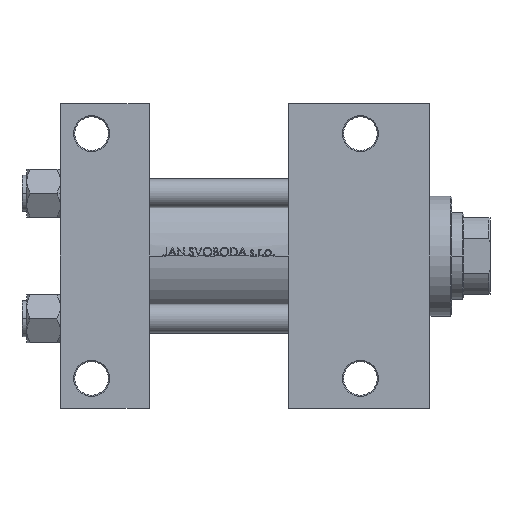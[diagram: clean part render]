
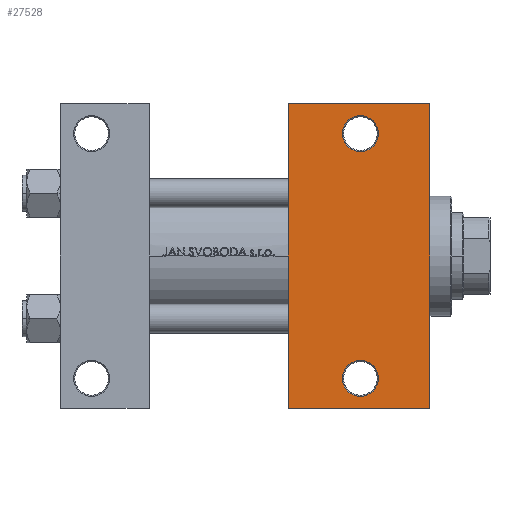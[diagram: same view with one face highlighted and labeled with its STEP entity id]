
A CAD part, front view. The second image highlights one B-rep face of the part: STEP entity #27528.
In plain terms, the highlighted face is planar.
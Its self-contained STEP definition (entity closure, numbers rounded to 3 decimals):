
#1102 = VERTEX_POINT ( 'NONE', #32013 ) ;
#2631 = ORIENTED_EDGE ( 'NONE', *, *, #35032, .T. ) ;
#2719 = CARTESIAN_POINT ( 'NONE',  ( 125., 51., -37.5 ) ) ;
#2921 = CARTESIAN_POINT ( 'NONE',  ( 117.5, -51., -37.5 ) ) ;
#3429 = VERTEX_POINT ( 'NONE', #29101 ) ;
#3505 = FACE_OUTER_BOUND ( 'NONE', #16922, .T. ) ;
#3746 = VERTEX_POINT ( 'NONE', #6897 ) ;
#4431 = EDGE_CURVE ( 'NONE', #3429, #40498, #18315, .T. ) ;
#5029 = AXIS2_PLACEMENT_3D ( 'NONE', #17928, #21783, #43201 ) ;
#5798 = LINE ( 'NONE', #31552, #39596 ) ;
#5914 = LINE ( 'NONE', #9513, #8292 ) ;
#6897 = CARTESIAN_POINT ( 'NONE',  ( 132.5, 51., -37.5 ) ) ;
#7448 = LINE ( 'NONE', #21888, #16824 ) ;
#7583 = VERTEX_POINT ( 'NONE', #2921 ) ;
#8173 = CARTESIAN_POINT ( 'NONE',  ( 154., 63.5, -37.5 ) ) ;
#8292 = VECTOR ( 'NONE', #16052, 1000. ) ;
#9513 = CARTESIAN_POINT ( 'NONE',  ( 95., -63.5, -37.5 ) ) ;
#9639 = DIRECTION ( 'NONE',  ( 0., -1., 0. ) ) ;
#9709 = CIRCLE ( 'NONE', #36654, 7.5 ) ;
#10660 = EDGE_LOOP ( 'NONE', ( #2631, #42615 ) ) ;
#13378 = AXIS2_PLACEMENT_3D ( 'NONE', #18397, #26090, #44140 ) ;
#13517 = CIRCLE ( 'NONE', #36614, 7.5 ) ;
#14102 = VERTEX_POINT ( 'NONE', #25065 ) ;
#14326 = FACE_BOUND ( 'NONE', #32750, .T. ) ;
#14573 = CARTESIAN_POINT ( 'NONE',  ( 154., 37.5, -37.5 ) ) ;
#16052 = DIRECTION ( 'NONE',  ( -1., 0., 0. ) ) ;
#16712 = VERTEX_POINT ( 'NONE', #39778 ) ;
#16824 = VECTOR ( 'NONE', #18760, 1000. ) ;
#16922 = EDGE_LOOP ( 'NONE', ( #25207, #46765, #41650, #21269 ) ) ;
#17928 = CARTESIAN_POINT ( 'NONE',  ( 125., -51., -37.5 ) ) ;
#18315 = LINE ( 'NONE', #46047, #31689 ) ;
#18397 = CARTESIAN_POINT ( 'NONE',  ( 125., 51., -37.5 ) ) ;
#18760 = DIRECTION ( 'NONE',  ( 0., -1., 0. ) ) ;
#18912 = PLANE ( 'NONE',  #31033 ) ;
#20404 = ORIENTED_EDGE ( 'NONE', *, *, #39524, .T. ) ;
#21269 = ORIENTED_EDGE ( 'NONE', *, *, #42691, .T. ) ;
#21783 = DIRECTION ( 'NONE',  ( 0., 0., 1. ) ) ;
#21888 = CARTESIAN_POINT ( 'NONE',  ( 154., 37.5, -37.5 ) ) ;
#22355 = DIRECTION ( 'NONE',  ( 0., 0., 1. ) ) ;
#25037 = DIRECTION ( 'NONE',  ( 1., 0., 0. ) ) ;
#25065 = CARTESIAN_POINT ( 'NONE',  ( 132.5, -51., -37.5 ) ) ;
#25207 = ORIENTED_EDGE ( 'NONE', *, *, #31292, .F. ) ;
#25888 = DIRECTION ( 'NONE',  ( 0., 0., -1. ) ) ;
#26090 = DIRECTION ( 'NONE',  ( 0., 0., 1. ) ) ;
#26201 = DIRECTION ( 'NONE',  ( -1., 0., 0. ) ) ;
#27528 = ADVANCED_FACE ( 'NONE', ( #14326, #29497, #3505 ), #18912, .T. ) ;
#28718 = VERTEX_POINT ( 'NONE', #42631 ) ;
#29101 = CARTESIAN_POINT ( 'NONE',  ( 95., 63.5, -37.5 ) ) ;
#29451 = EDGE_CURVE ( 'NONE', #16712, #3746, #34915, .T. ) ;
#29497 = FACE_BOUND ( 'NONE', #10660, .T. ) ;
#31033 = AXIS2_PLACEMENT_3D ( 'NONE', #14573, #25888, #43942 ) ;
#31292 = EDGE_CURVE ( 'NONE', #3429, #28718, #5798, .T. ) ;
#31552 = CARTESIAN_POINT ( 'NONE',  ( 95., 37.5, -37.5 ) ) ;
#31689 = VECTOR ( 'NONE', #25037, 1000. ) ;
#32013 = CARTESIAN_POINT ( 'NONE',  ( 154., -63.5, -37.5 ) ) ;
#32750 = EDGE_LOOP ( 'NONE', ( #43021, #20404 ) ) ;
#34915 = CIRCLE ( 'NONE', #13378, 7.5 ) ;
#35032 = EDGE_CURVE ( 'NONE', #7583, #14102, #39630, .T. ) ;
#36614 = AXIS2_PLACEMENT_3D ( 'NONE', #43779, #22355, #26201 ) ;
#36654 = AXIS2_PLACEMENT_3D ( 'NONE', #2719, #38849, #47019 ) ;
#37893 = EDGE_CURVE ( 'NONE', #14102, #7583, #13517, .T. ) ;
#38849 = DIRECTION ( 'NONE',  ( 0., 0., 1. ) ) ;
#39524 = EDGE_CURVE ( 'NONE', #3746, #16712, #9709, .T. ) ;
#39596 = VECTOR ( 'NONE', #9639, 1000. ) ;
#39630 = CIRCLE ( 'NONE', #5029, 7.5 ) ;
#39778 = CARTESIAN_POINT ( 'NONE',  ( 117.5, 51., -37.5 ) ) ;
#40498 = VERTEX_POINT ( 'NONE', #8173 ) ;
#41650 = ORIENTED_EDGE ( 'NONE', *, *, #44762, .T. ) ;
#42615 = ORIENTED_EDGE ( 'NONE', *, *, #37893, .T. ) ;
#42631 = CARTESIAN_POINT ( 'NONE',  ( 95., -63.5, -37.5 ) ) ;
#42691 = EDGE_CURVE ( 'NONE', #1102, #28718, #5914, .T. ) ;
#43021 = ORIENTED_EDGE ( 'NONE', *, *, #29451, .T. ) ;
#43201 = DIRECTION ( 'NONE',  ( -1., 0., 0. ) ) ;
#43779 = CARTESIAN_POINT ( 'NONE',  ( 125., -51., -37.5 ) ) ;
#43942 = DIRECTION ( 'NONE',  ( -1., 0., 0. ) ) ;
#44140 = DIRECTION ( 'NONE',  ( -1., 0., 0. ) ) ;
#44762 = EDGE_CURVE ( 'NONE', #40498, #1102, #7448, .T. ) ;
#46047 = CARTESIAN_POINT ( 'NONE',  ( 95., 63.5, -37.5 ) ) ;
#46765 = ORIENTED_EDGE ( 'NONE', *, *, #4431, .T. ) ;
#47019 = DIRECTION ( 'NONE',  ( -1., 0., 0. ) ) ;
